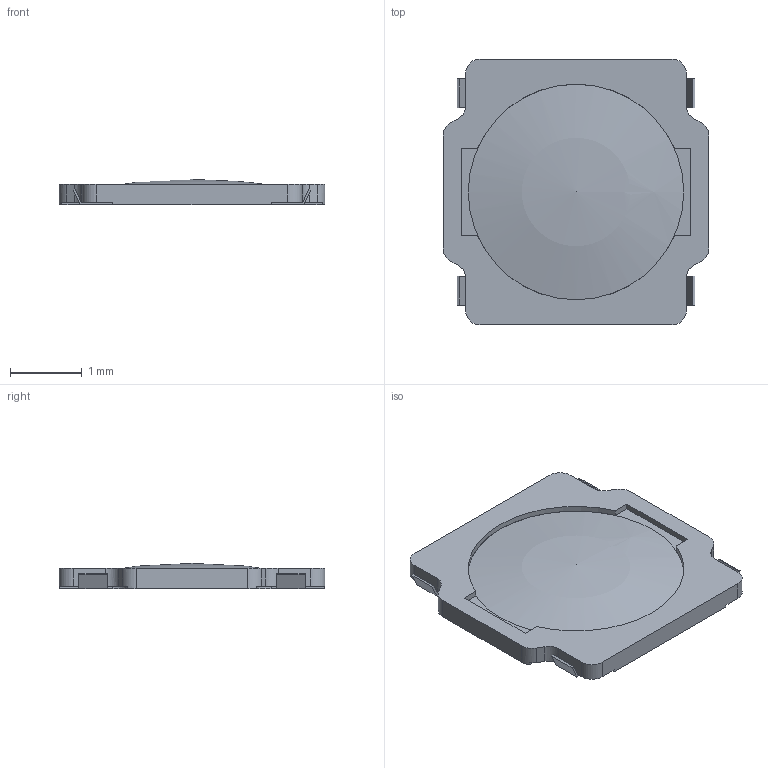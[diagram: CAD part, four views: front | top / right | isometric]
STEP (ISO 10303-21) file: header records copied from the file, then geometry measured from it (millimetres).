
FILE_DESCRIPTION(/* description */ ('Unknown'),/* implementation_level */ '2;1');
FILE_NAME(/* name */ '4301x30038xx',/* time_stamp */ '2024-04-17T11:41:29+02:00',/* author */ ('Unknown'),/* organization */ ('Unknown'),/* preprocessor_version */ 'ST-DEVELOPER v18.102',/* originating_system */ 'Solid Edge',/* authorisation */ 'Unknown');
FILE_SCHEMA (('AUTOMOTIVE_DESIGN {1 0 10303 214 3 1 1}'));
Length unit declared in the file: millimetre
Products named in the file (3): 4301x30038xx; Housing; pressure plate
Assembly tree (2 placements, depth 2):
  4301x30038xx
    Housing
    pressure plate
Bounding box: 3.7 x 3.7 x 0.35 mm (x, y, z)
Volume: 3.2 mm3; surface area: 45.2 mm2
Topology: 2 solids, 2 shells, 122 faces, 314 edges, 207 vertices
Faces by surface type: plane 85, cylinder 35, sphere 2
Full cylindrical faces by diameter (mm): 0.4 x7, 0.5 x2
Entity records: 4522 total; most frequent: DIRECTION 630, CARTESIAN_POINT 629, ORIENTED_EDGE 600, EDGE_CURVE 300, LINE 220, VECTOR 220, AXIS2_PLACEMENT_3D 205, VERTEX_POINT 204
